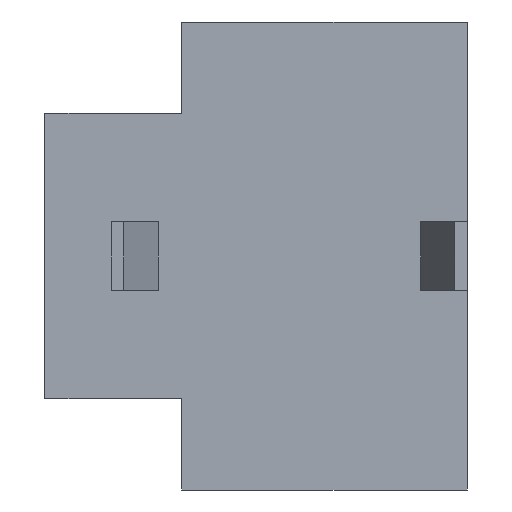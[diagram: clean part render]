
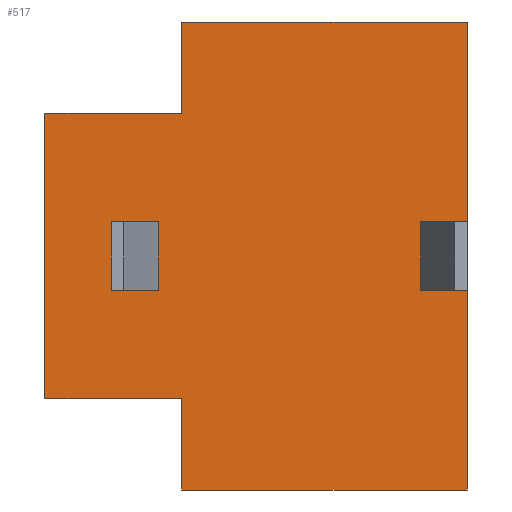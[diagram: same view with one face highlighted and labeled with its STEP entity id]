
A CAD part, front view. The second image highlights one B-rep face of the part: STEP entity #517.
In plain terms, the highlighted planar face has unit normal (0, -1, 0).
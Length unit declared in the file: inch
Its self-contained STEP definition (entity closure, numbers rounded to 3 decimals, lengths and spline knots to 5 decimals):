
#2 = ORIENTED_EDGE ( 'NONE', *, *, #377, .T. ) ;
#22 = ORIENTED_EDGE ( 'NONE', *, *, #358, .F. ) ;
#23 = ORIENTED_EDGE ( 'NONE', *, *, #352, .F. ) ;
#24 = ORIENTED_EDGE ( 'NONE', *, *, #354, .F. ) ;
#26 = ORIENTED_EDGE ( 'NONE', *, *, #353, .T. ) ;
#28 = ORIENTED_EDGE ( 'NONE', *, *, #357, .F. ) ;
#30 = ORIENTED_EDGE ( 'NONE', *, *, #355, .T. ) ;
#31 = ORIENTED_EDGE ( 'NONE', *, *, #356, .F. ) ;
#41 = CARTESIAN_POINT ( 'NONE',  ( 0.25, -0.25, -0.205 ) ) ;
#42 = DIRECTION ( 'NONE',  ( -1., 0., 0. ) ) ;
#59 = DIRECTION ( 'NONE',  ( 0., 0., -1. ) ) ;
#60 = CARTESIAN_POINT ( 'NONE',  ( -0.12, -0.25, -0.125 ) ) ;
#61 = DIRECTION ( 'NONE',  ( 1., 0., 0. ) ) ;
#62 = CARTESIAN_POINT ( 'NONE',  ( -0.12, -0.25, 0.125 ) ) ;
#63 = CARTESIAN_POINT ( 'NONE',  ( 0., -0.25, 0.03 ) ) ;
#64 = DIRECTION ( 'NONE',  ( 0., 0., 1. ) ) ;
#65 = DIRECTION ( 'NONE',  ( 1., 0., 0. ) ) ;
#79 = VERTEX_POINT ( 'NONE', #345 ) ;
#80 = ORIENTED_EDGE ( 'NONE', *, *, #351, .T. ) ;
#81 = ORIENTED_EDGE ( 'NONE', *, *, #350, .F. ) ;
#82 = ORIENTED_EDGE ( 'NONE', *, *, #349, .F. ) ;
#83 = ORIENTED_EDGE ( 'NONE', *, *, #348, .T. ) ;
#84 = ORIENTED_EDGE ( 'NONE', *, *, #376, .T. ) ;
#85 = ORIENTED_EDGE ( 'NONE', *, *, #388, .F. ) ;
#86 = ORIENTED_EDGE ( 'NONE', *, *, #347, .F. ) ;
#87 = ORIENTED_EDGE ( 'NONE', *, *, #336, .T. ) ;
#192 = EDGE_LOOP ( 'NONE', ( #31, #24, #23, #2, #80, #81, #82, #83, #84, #85, #86, #87 ) ) ;
#197 = EDGE_LOOP ( 'NONE', ( #28, #30, #26, #22 ) ) ;
#199 = CARTESIAN_POINT ( 'NONE',  ( 0.23932, -0.25, 0.03 ) ) ;
#200 = CARTESIAN_POINT ( 'NONE',  ( 0.25, -0.25, 0.205 ) ) ;
#201 = CARTESIAN_POINT ( 'NONE',  ( 0.25, -0.25, 0.03 ) ) ;
#202 = CARTESIAN_POINT ( 'NONE',  ( -0.12, -0.25, -0.125 ) ) ;
#204 = CARTESIAN_POINT ( 'NONE',  ( -0.05068, -0.25, 0.03 ) ) ;
#205 = CARTESIAN_POINT ( 'NONE',  ( -0.05068, -0.25, -0.03 ) ) ;
#206 = CARTESIAN_POINT ( 'NONE',  ( 0.23932, -0.25, -0.03 ) ) ;
#207 = CARTESIAN_POINT ( 'NONE',  ( 0., -0.25, 0.125 ) ) ;
#209 = CARTESIAN_POINT ( 'NONE',  ( -0.12, -0.25, 0.125 ) ) ;
#210 = CARTESIAN_POINT ( 'NONE',  ( 0.25, -0.25, -0.03 ) ) ;
#237 = CARTESIAN_POINT ( 'NONE',  ( 0.25, -0.25, 0.205 ) ) ;
#238 = DIRECTION ( 'NONE',  ( -1., 0., 0. ) ) ;
#275 = DIRECTION ( 'NONE',  ( 0., 0., -1. ) ) ;
#288 = AXIS2_PLACEMENT_3D ( 'NONE', #407, #417, #418 ) ;
#320 = CARTESIAN_POINT ( 'NONE',  ( 0., -0.25, -0.03 ) ) ;
#321 = CARTESIAN_POINT ( 'NONE',  ( 0.25, -0.25, 0.205 ) ) ;
#322 = DIRECTION ( 'NONE',  ( -1., 0., 0. ) ) ;
#323 = CARTESIAN_POINT ( 'NONE',  ( -0.12, -0.25, 0.125 ) ) ;
#325 = CARTESIAN_POINT ( 'NONE',  ( 0., -0.25, 0.03 ) ) ;
#336 = EDGE_CURVE ( 'NONE', #792, #788, #757, .T. ) ;
#345 = CARTESIAN_POINT ( 'NONE',  ( 0., -0.25, -0.205 ) ) ;
#347 = EDGE_CURVE ( 'NONE', #792, #780, #750, .T. ) ;
#348 = EDGE_CURVE ( 'NONE', #784, #777, #766, .T. ) ;
#349 = EDGE_CURVE ( 'NONE', #784, #791, #749, .T. ) ;
#350 = EDGE_CURVE ( 'NONE', #791, #789, #752, .T. ) ;
#351 = EDGE_CURVE ( 'NONE', #775, #789, #745, .T. ) ;
#352 = EDGE_CURVE ( 'NONE', #782, #783, #743, .T. ) ;
#353 = EDGE_CURVE ( 'NONE', #786, #787, #741, .T. ) ;
#354 = EDGE_CURVE ( 'NONE', #783, #781, #747, .T. ) ;
#355 = EDGE_CURVE ( 'NONE', #779, #786, #739, .T. ) ;
#356 = EDGE_CURVE ( 'NONE', #781, #788, #735, .T. ) ;
#357 = EDGE_CURVE ( 'NONE', #779, #774, #737, .T. ) ;
#358 = EDGE_CURVE ( 'NONE', #774, #787, #733, .T. ) ;
#376 = EDGE_CURVE ( 'NONE', #777, #79, #715, .T. ) ;
#377 = EDGE_CURVE ( 'NONE', #782, #775, #693, .T. ) ;
#388 = EDGE_CURVE ( 'NONE', #780, #79, #672, .T. ) ;
#407 = CARTESIAN_POINT ( 'NONE',  ( 0.25, -0.25, 0.205 ) ) ;
#411 = PLANE ( 'NONE',  #288 ) ;
#417 = DIRECTION ( 'NONE',  ( 0., 1., 0. ) ) ;
#418 = DIRECTION ( 'NONE',  ( 0., 0., 1. ) ) ;
#436 = CARTESIAN_POINT ( 'NONE',  ( 0.25, -0.25, -0.205 ) ) ;
#464 = CARTESIAN_POINT ( 'NONE',  ( 0., -0.25, 0.205 ) ) ;
#475 = DIRECTION ( 'NONE',  ( 0., 0., -1. ) ) ;
#477 = DIRECTION ( 'NONE',  ( 1., 0., 0. ) ) ;
#500 = DIRECTION ( 'NONE',  ( 1., 0., 0. ) ) ;
#501 = CARTESIAN_POINT ( 'NONE',  ( 0., -0.25, 0.205 ) ) ;
#502 = DIRECTION ( 'NONE',  ( 0., 0., -1. ) ) ;
#503 = CARTESIAN_POINT ( 'NONE',  ( 0.25, -0.25, 0.205 ) ) ;
#504 = DIRECTION ( 'NONE',  ( 0., 0., -1. ) ) ;
#505 = CARTESIAN_POINT ( 'NONE',  ( -0.05068, -0.25, 0.03 ) ) ;
#506 = CARTESIAN_POINT ( 'NONE',  ( -0.06136, -0.25, 0.03 ) ) ;
#507 = DIRECTION ( 'NONE',  ( 0., 0., -1. ) ) ;
#508 = DIRECTION ( 'NONE',  ( -1., 0., 0. ) ) ;
#509 = CARTESIAN_POINT ( 'NONE',  ( 0., -0.25, -0.03 ) ) ;
#510 = CARTESIAN_POINT ( 'NONE',  ( 0.23932, -0.25, 0.03 ) ) ;
#512 = DIRECTION ( 'NONE',  ( 0., 0., -1. ) ) ;
#517 = ADVANCED_FACE ( 'NONE', ( #664, #659 ), #411, .F. ) ;
#544 = CARTESIAN_POINT ( 'NONE',  ( 0., -0.25, 0.205 ) ) ;
#557 = CARTESIAN_POINT ( 'NONE',  ( -0.06136, -0.25, -0.03 ) ) ;
#559 = CARTESIAN_POINT ( 'NONE',  ( 0., -0.25, -0.125 ) ) ;
#561 = CARTESIAN_POINT ( 'NONE',  ( -0.06136, -0.25, 0.03 ) ) ;
#659 = FACE_OUTER_BOUND ( 'NONE', #192, .T. ) ;
#664 = FACE_BOUND ( 'NONE', #197, .T. ) ;
#669 = VECTOR ( 'NONE', #42, 39.37008 ) ;
#672 = LINE ( 'NONE', #41, #669 ) ;
#690 = VECTOR ( 'NONE', #238, 39.37008 ) ;
#692 = VECTOR ( 'NONE', #275, 39.37008 ) ;
#693 = LINE ( 'NONE', #237, #690 ) ;
#715 = LINE ( 'NONE', #464, #692 ) ;
#728 = VECTOR ( 'NONE', #477, 39.37008 ) ;
#730 = VECTOR ( 'NONE', #475, 39.37008 ) ;
#732 = VECTOR ( 'NONE', #512, 39.37008 ) ;
#733 = LINE ( 'NONE', #509, #728 ) ;
#734 = VECTOR ( 'NONE', #65, 39.37008 ) ;
#735 = LINE ( 'NONE', #510, #732 ) ;
#736 = VECTOR ( 'NONE', #508, 39.37008 ) ;
#737 = LINE ( 'NONE', #506, #730 ) ;
#738 = VECTOR ( 'NONE', #507, 39.37008 ) ;
#739 = LINE ( 'NONE', #63, #734 ) ;
#740 = VECTOR ( 'NONE', #504, 39.37008 ) ;
#741 = LINE ( 'NONE', #505, #738 ) ;
#742 = VECTOR ( 'NONE', #502, 39.37008 ) ;
#743 = LINE ( 'NONE', #503, #740 ) ;
#744 = VECTOR ( 'NONE', #500, 39.37008 ) ;
#745 = LINE ( 'NONE', #501, #742 ) ;
#746 = VECTOR ( 'NONE', #64, 39.37008 ) ;
#747 = LINE ( 'NONE', #325, #736 ) ;
#748 = VECTOR ( 'NONE', #61, 39.37008 ) ;
#749 = LINE ( 'NONE', #62, #746 ) ;
#750 = LINE ( 'NONE', #321, #753 ) ;
#751 = VECTOR ( 'NONE', #322, 39.37008 ) ;
#752 = LINE ( 'NONE', #323, #744 ) ;
#753 = VECTOR ( 'NONE', #59, 39.37008 ) ;
#757 = LINE ( 'NONE', #320, #751 ) ;
#766 = LINE ( 'NONE', #60, #748 ) ;
#774 = VERTEX_POINT ( 'NONE', #557 ) ;
#775 = VERTEX_POINT ( 'NONE', #544 ) ;
#777 = VERTEX_POINT ( 'NONE', #559 ) ;
#779 = VERTEX_POINT ( 'NONE', #561 ) ;
#780 = VERTEX_POINT ( 'NONE', #436 ) ;
#781 = VERTEX_POINT ( 'NONE', #199 ) ;
#782 = VERTEX_POINT ( 'NONE', #200 ) ;
#783 = VERTEX_POINT ( 'NONE', #201 ) ;
#784 = VERTEX_POINT ( 'NONE', #202 ) ;
#786 = VERTEX_POINT ( 'NONE', #204 ) ;
#787 = VERTEX_POINT ( 'NONE', #205 ) ;
#788 = VERTEX_POINT ( 'NONE', #206 ) ;
#789 = VERTEX_POINT ( 'NONE', #207 ) ;
#791 = VERTEX_POINT ( 'NONE', #209 ) ;
#792 = VERTEX_POINT ( 'NONE', #210 ) ;
